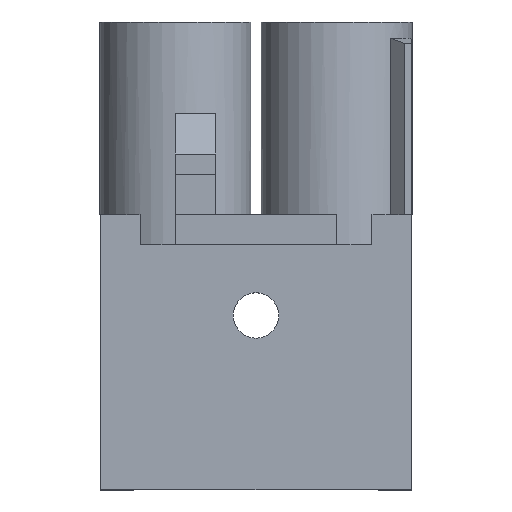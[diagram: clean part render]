
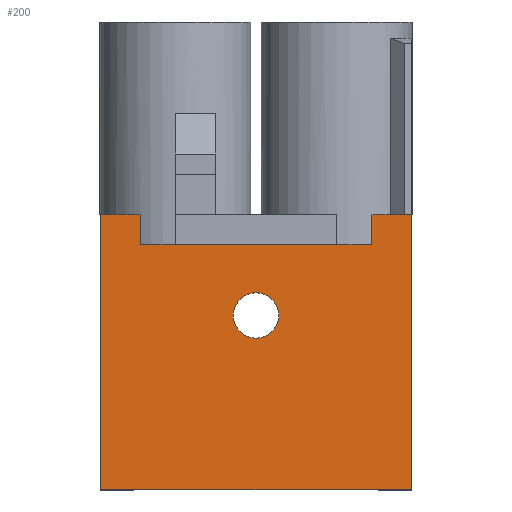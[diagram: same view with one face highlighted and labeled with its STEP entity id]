
A CAD part, top view. The second image highlights one B-rep face of the part: STEP entity #200.
In plain terms, the highlighted planar face has unit normal (0, 0, 1).
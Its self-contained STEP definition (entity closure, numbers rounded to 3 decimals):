
#84=FACE_BOUND('',#588,.T.);
#85=FACE_BOUND('',#589,.T.);
#200=ADVANCED_FACE('',(#84,#85),#362,.F.);
#362=PLANE('',#2768);
#588=EDGE_LOOP('',(#926));
#589=EDGE_LOOP('',(#927,#928,#929,#930,#931,#932,#933,#934,#935,#936,#937));
#803=CIRCLE('',#2767,1.125);
#926=ORIENTED_EDGE('',*,*,#1914,.T.);
#927=ORIENTED_EDGE('',*,*,#1915,.T.);
#928=ORIENTED_EDGE('',*,*,#1892,.T.);
#929=ORIENTED_EDGE('',*,*,#1916,.T.);
#930=ORIENTED_EDGE('',*,*,#1917,.T.);
#931=ORIENTED_EDGE('',*,*,#1918,.T.);
#932=ORIENTED_EDGE('',*,*,#1919,.T.);
#933=ORIENTED_EDGE('',*,*,#1920,.T.);
#934=ORIENTED_EDGE('',*,*,#1921,.T.);
#935=ORIENTED_EDGE('',*,*,#1922,.F.);
#936=ORIENTED_EDGE('',*,*,#1923,.F.);
#937=ORIENTED_EDGE('',*,*,#1924,.T.);
#1638=VERTEX_POINT('',#3814);
#1639=VERTEX_POINT('',#3815);
#1659=VERTEX_POINT('',#3879);
#1660=VERTEX_POINT('',#3881);
#1661=VERTEX_POINT('',#3883);
#1662=VERTEX_POINT('',#3885);
#1663=VERTEX_POINT('',#3887);
#1664=VERTEX_POINT('',#3889);
#1665=VERTEX_POINT('',#3891);
#1666=VERTEX_POINT('',#3893);
#1667=VERTEX_POINT('',#3895);
#1668=VERTEX_POINT('',#3897);
#1892=EDGE_CURVE('',#1638,#1639,#2259,.T.);
#1914=EDGE_CURVE('',#1659,#1659,#803,.T.);
#1915=EDGE_CURVE('',#1660,#1638,#2271,.T.);
#1916=EDGE_CURVE('',#1639,#1661,#2272,.T.);
#1917=EDGE_CURVE('',#1661,#1662,#2273,.T.);
#1918=EDGE_CURVE('',#1662,#1663,#2274,.T.);
#1919=EDGE_CURVE('',#1663,#1664,#2275,.T.);
#1920=EDGE_CURVE('',#1664,#1665,#2276,.T.);
#1921=EDGE_CURVE('',#1665,#1666,#2277,.T.);
#1922=EDGE_CURVE('',#1667,#1666,#2278,.T.);
#1923=EDGE_CURVE('',#1668,#1667,#2279,.T.);
#1924=EDGE_CURVE('',#1668,#1660,#2280,.T.);
#2259=LINE('',#3813,#2507);
#2271=LINE('',#3880,#2519);
#2272=LINE('',#3882,#2520);
#2273=LINE('',#3884,#2521);
#2274=LINE('',#3886,#2522);
#2275=LINE('',#3888,#2523);
#2276=LINE('',#3890,#2524);
#2277=LINE('',#3892,#2525);
#2278=LINE('',#3894,#2526);
#2279=LINE('',#3896,#2527);
#2280=LINE('',#3898,#2528);
#2507=VECTOR('',#3027,1.);
#2519=VECTOR('',#3061,1.);
#2520=VECTOR('',#3062,1.);
#2521=VECTOR('',#3063,1.);
#2522=VECTOR('',#3064,1.);
#2523=VECTOR('',#3065,1.);
#2524=VECTOR('',#3066,1.);
#2525=VECTOR('',#3067,1.);
#2526=VECTOR('',#3068,1.);
#2527=VECTOR('',#3069,1.);
#2528=VECTOR('',#3070,1.);
#2767=AXIS2_PLACEMENT_3D('',#3878,#3059,#3060);
#2768=AXIS2_PLACEMENT_3D('',#3899,#3071,#3072);
#3027=DIRECTION('',(-1.,0.,0.));
#3059=DIRECTION('',(0.,0.,-1.));
#3060=DIRECTION('',(-1.,0.,0.));
#3061=DIRECTION('',(-1.,0.,0.));
#3062=DIRECTION('',(-1.,0.,0.));
#3063=DIRECTION('',(0.,-1.,0.));
#3064=DIRECTION('',(-1.,0.,0.));
#3065=DIRECTION('',(0.,1.,0.));
#3066=DIRECTION('',(-1.,0.,0.));
#3067=DIRECTION('',(-1.,0.,0.));
#3068=DIRECTION('',(0.,1.,0.));
#3069=DIRECTION('',(-1.,0.,0.));
#3070=DIRECTION('',(0.,1.,0.));
#3071=DIRECTION('',(0.,0.,-1.));
#3072=DIRECTION('',(0.,1.,0.));
#3813=CARTESIAN_POINT('',(6.657,13.002,23.945));
#3814=CARTESIAN_POINT('',(6.134,13.002,23.945));
#3815=CARTESIAN_POINT('',(5.873,13.002,23.945));
#3878=CARTESIAN_POINT('',(-0.643,8.002,23.945));
#3879=CARTESIAN_POINT('',(-1.768,8.002,23.945));
#3880=CARTESIAN_POINT('',(6.657,13.002,23.945));
#3881=CARTESIAN_POINT('',(7.057,13.002,23.945));
#3882=CARTESIAN_POINT('',(6.657,13.002,23.945));
#3883=CARTESIAN_POINT('',(1.875,13.002,23.945));
#3884=CARTESIAN_POINT('',(1.875,22.552,23.945));
#3885=CARTESIAN_POINT('',(1.875,11.502,23.945));
#3886=CARTESIAN_POINT('',(3.357,11.502,23.945));
#3887=CARTESIAN_POINT('',(-3.162,11.502,23.945));
#3888=CARTESIAN_POINT('',(-3.162,13.002,23.945));
#3889=CARTESIAN_POINT('',(-3.162,13.002,23.945));
#3890=CARTESIAN_POINT('',(6.657,13.002,23.945));
#3891=CARTESIAN_POINT('',(-7.16,13.002,23.945));
#3892=CARTESIAN_POINT('',(6.657,13.002,23.945));
#3893=CARTESIAN_POINT('',(-8.343,13.002,23.945));
#3894=CARTESIAN_POINT('',(-8.343,13.002,23.945));
#3895=CARTESIAN_POINT('',(-8.343,-0.648,23.945));
#3896=CARTESIAN_POINT('',(6.657,-0.648,23.945));
#3897=CARTESIAN_POINT('',(7.057,-0.648,23.945));
#3898=CARTESIAN_POINT('',(7.057,13.002,23.945));
#3899=CARTESIAN_POINT('',(-8.343,13.002,23.945));
